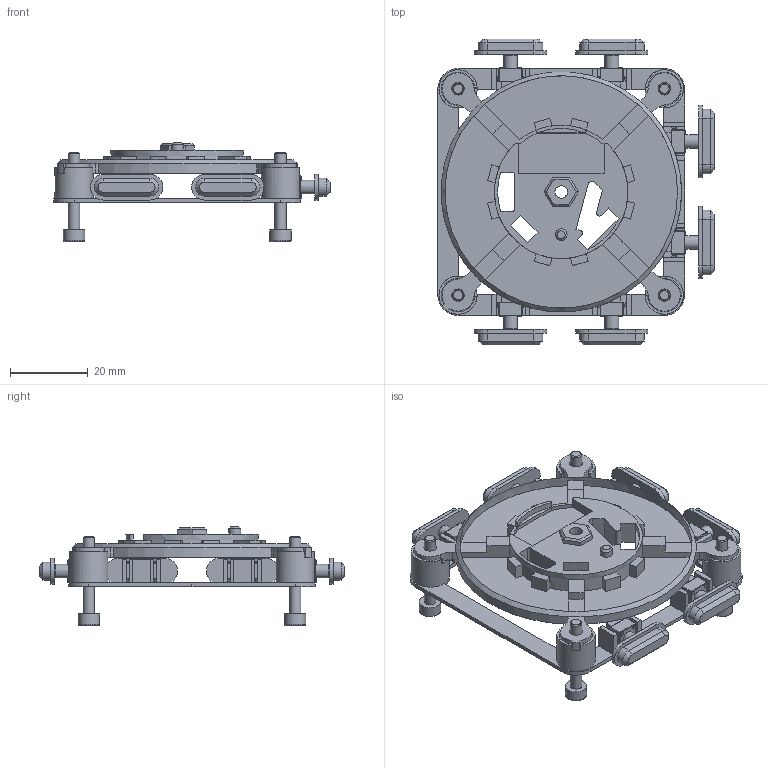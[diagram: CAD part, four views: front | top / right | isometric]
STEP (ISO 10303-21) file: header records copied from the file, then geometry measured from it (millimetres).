
FILE_DESCRIPTION(/* description */ (''),/* implementation_level */ '2;1');
FILE_NAME(/* name */ 'Space Maus.step',/* time_stamp */ '2025-11-19T12:02:41+01:00',/* author */ (''),/* organization */ (''),/* preprocessor_version */ 'ST-DEVELOPER v20.1',/* originating_system */ 'Autodesk Translation Framework v14.21.0.0',/* authorisation */ '');
FILE_SCHEMA (('AUTOMOTIVE_DESIGN { 1 0 10303 214 3 1 1 }'));
Length unit declared in the file: millimetre
Products named in the file (7): Space Maus; Shell; Button; SW-DTSM-63N-V; DIN 912 - M3 x 0.5 x 20 Stahl 4.6 Einfach; Inner; Holder Knob
Assembly tree (14 placements, depth 4):
  Space Maus
    Shell
      Button
        SW-DTSM-63N-V  x6
      DIN 912 - M3 x 0.5 x 20 Stahl 4.6 Einfach  x4
    Inner
      Holder Knob
Bounding box: 71 x 78.6 x 25.52 mm (x, y, z)
Volume: 14797.7 mm3; surface area: 19601 mm2
Topology: 18 solids, 18 shells, 1143 faces, 2976 edges, 1946 vertices
Faces by surface type: plane 736, cylinder 351, torus 34, cone 18, bspline 4
Full cylindrical faces by diameter (mm): 1 x24, 2.927 x4, 3 x1, 3.2 x9, 3.5 x6, 5.5 x4, 7 x1, 9.8 x4, 59.8 x1
Entity records: 16343 total; most frequent: CARTESIAN_POINT 2978, DIRECTION 2756, ORIENTED_EDGE 2688, EDGE_CURVE 1344, LINE 966, VECTOR 966, AXIS2_PLACEMENT_3D 895, VERTEX_POINT 869
